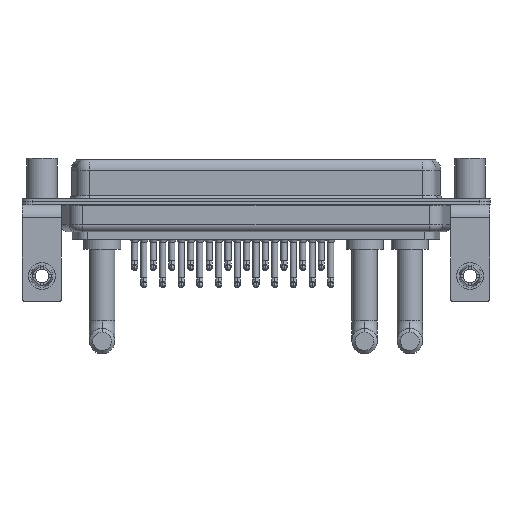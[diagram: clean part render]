
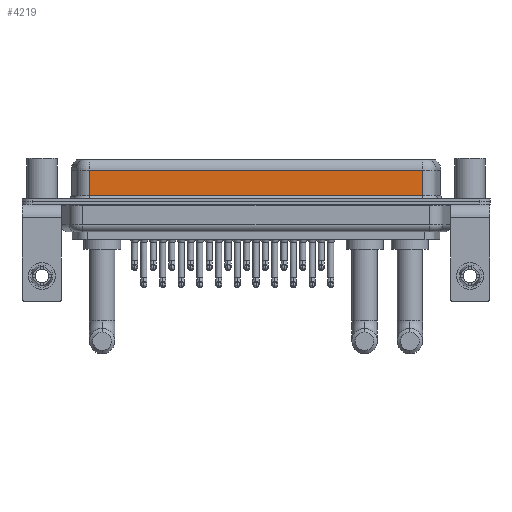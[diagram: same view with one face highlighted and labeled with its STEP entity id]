
A CAD part, front view. The second image highlights one B-rep face of the part: STEP entity #4219.
In plain terms, the highlighted planar face has unit normal (0, -1, 0).
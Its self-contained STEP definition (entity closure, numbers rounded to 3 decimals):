
#219 = VECTOR ( 'NONE', #4447, 1000. ) ;
#1051 = CARTESIAN_POINT ( 'NONE',  ( 7.038, -3.95, 0.9 ) ) ;
#1811 = ORIENTED_EDGE ( 'NONE', *, *, #4450, .T. ) ;
#3169 = ORIENTED_EDGE ( 'NONE', *, *, #11615, .T. ) ;
#4219 = ADVANCED_FACE ( 'NONE', ( #11118 ), #23710, .F. ) ;
#4447 = DIRECTION ( 'NONE',  ( 0., 0., -1. ) ) ;
#4450 = EDGE_CURVE ( 'NONE', #23537, #5967, #24604, .T. ) ;
#4479 = CARTESIAN_POINT ( 'NONE',  ( 7.038, -3.95, 4.65 ) ) ;
#5491 = VERTEX_POINT ( 'NONE', #12343 ) ;
#5645 = DIRECTION ( 'NONE',  ( -1., 0., 0. ) ) ;
#5967 = VERTEX_POINT ( 'NONE', #8060 ) ;
#6444 = DIRECTION ( 'NONE',  ( 0., 0., 1. ) ) ;
#8060 = CARTESIAN_POINT ( 'NONE',  ( 56.462, -3.95, 0.9 ) ) ;
#8274 = LINE ( 'NONE', #27787, #219 ) ;
#8567 = CARTESIAN_POINT ( 'NONE',  ( 56.462, -3.95, 6.4 ) ) ;
#10072 = LINE ( 'NONE', #18692, #10098 ) ;
#10098 = VECTOR ( 'NONE', #27323, 1000. ) ;
#10568 = ORIENTED_EDGE ( 'NONE', *, *, #26951, .T. ) ;
#10646 = CARTESIAN_POINT ( 'NONE',  ( 56.462, -3.95, 0.9 ) ) ;
#11118 = FACE_OUTER_BOUND ( 'NONE', #13895, .T. ) ;
#11615 = EDGE_CURVE ( 'NONE', #5491, #15937, #24357, .T. ) ;
#12343 = CARTESIAN_POINT ( 'NONE',  ( 56.462, -3.95, 4.65 ) ) ;
#13596 = CARTESIAN_POINT ( 'NONE',  ( 56.462, -3.95, 4.65 ) ) ;
#13895 = EDGE_LOOP ( 'NONE', ( #23781, #3169, #10568, #1811 ) ) ;
#14788 = EDGE_CURVE ( 'NONE', #5491, #5967, #10072, .T. ) ;
#15937 = VERTEX_POINT ( 'NONE', #4479 ) ;
#18692 = CARTESIAN_POINT ( 'NONE',  ( 56.462, -3.95, 6.4 ) ) ;
#19317 = DIRECTION ( 'NONE',  ( 0., 1., 0. ) ) ;
#23047 = VECTOR ( 'NONE', #5645, 1000. ) ;
#23537 = VERTEX_POINT ( 'NONE', #1051 ) ;
#23710 = PLANE ( 'NONE',  #27438 ) ;
#23781 = ORIENTED_EDGE ( 'NONE', *, *, #14788, .F. ) ;
#24357 = LINE ( 'NONE', #13596, #23047 ) ;
#24604 = LINE ( 'NONE', #10646, #25208 ) ;
#25208 = VECTOR ( 'NONE', #27897, 1000. ) ;
#26951 = EDGE_CURVE ( 'NONE', #15937, #23537, #8274, .T. ) ;
#27323 = DIRECTION ( 'NONE',  ( 0., 0., -1. ) ) ;
#27438 = AXIS2_PLACEMENT_3D ( 'NONE', #8567, #19317, #6444 ) ;
#27787 = CARTESIAN_POINT ( 'NONE',  ( 7.038, -3.95, 6.4 ) ) ;
#27897 = DIRECTION ( 'NONE',  ( 1., 0., 0. ) ) ;
